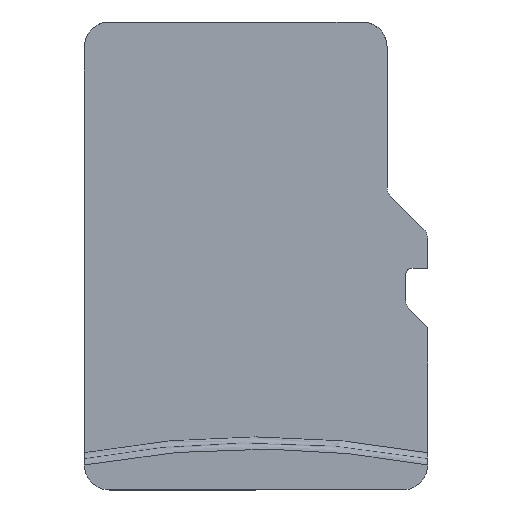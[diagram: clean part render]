
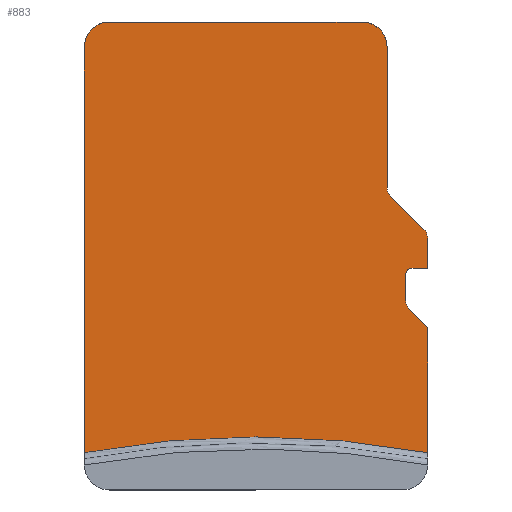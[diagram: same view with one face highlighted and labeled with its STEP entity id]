
A CAD part, top view. The second image highlights one B-rep face of the part: STEP entity #883.
In plain terms, the highlighted planar face has unit normal (0, 0, 1).
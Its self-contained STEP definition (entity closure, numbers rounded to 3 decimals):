
#179=CARTESIAN_POINT('',(11.0,5.2,0.7));
#180=VERTEX_POINT('',#179);
#187=CARTESIAN_POINT('',(11.0,1.195,0.7));
#188=VERTEX_POINT('',#187);
#189=CARTESIAN_POINT('',(11.0,5.2,0.7));
#190=DIRECTION('',(0.0,-1.0,0.0));
#191=VECTOR('',#190,4.005);
#192=LINE('',#189,#191);
#193=EDGE_CURVE('',#180,#188,#192,.T.);
#260=CARTESIAN_POINT('',(0.0,1.195,0.7));
#261=VERTEX_POINT('',#260);
#262=CARTESIAN_POINT('',(5.5,-28.5,0.7));
#263=DIRECTION('',(0.0,0.0,1.0));
#264=DIRECTION('',(0.0,1.0,0.0));
#265=AXIS2_PLACEMENT_3D('',#262,#263,#264);
#266=CIRCLE('',#265,30.2);
#267=EDGE_CURVE('',#188,#261,#266,.T.);
#342=CARTESIAN_POINT('',(0.0,14.2,0.7));
#343=VERTEX_POINT('',#342);
#350=CARTESIAN_POINT('',(0.8,15.0,0.7));
#351=VERTEX_POINT('',#350);
#352=CARTESIAN_POINT('',(0.8,14.2,0.7));
#353=DIRECTION('',(0.0,0.0,-1.));
#354=DIRECTION('',(-0.707,0.707,0.0));
#355=AXIS2_PLACEMENT_3D('',#352,#353,#354);
#356=CIRCLE('',#355,0.8);
#357=EDGE_CURVE('',#343,#351,#356,.T.);
#508=CARTESIAN_POINT('',(10.5,7.1,0.7));
#509=VERTEX_POINT('',#508);
#516=CARTESIAN_POINT('',(10.3,6.9,0.7));
#517=VERTEX_POINT('',#516);
#518=CARTESIAN_POINT('',(10.5,6.9,0.7));
#519=DIRECTION('',(0.0,0.0,1.));
#520=DIRECTION('',(-0.707,0.707,0.0));
#521=AXIS2_PLACEMENT_3D('',#518,#519,#520);
#522=CIRCLE('',#521,0.2);
#523=EDGE_CURVE('',#509,#517,#522,.T.);
#541=CARTESIAN_POINT('',(11.,7.1,0.7));
#542=VERTEX_POINT('',#541);
#549=CARTESIAN_POINT('',(11.,7.1,0.7));
#550=DIRECTION('',(-1.0,0.0,0.0));
#551=VECTOR('',#550,0.5);
#552=LINE('',#549,#551);
#553=EDGE_CURVE('',#542,#509,#552,.T.);
#564=CARTESIAN_POINT('',(10.3,6.066,0.7));
#565=VERTEX_POINT('',#564);
#572=CARTESIAN_POINT('',(10.417,5.783,0.7));
#573=VERTEX_POINT('',#572);
#574=CARTESIAN_POINT('',(10.7,6.066,0.7));
#575=DIRECTION('',(0.0,0.0,1.0));
#576=DIRECTION('',(-0.924,-0.383,0.0));
#577=AXIS2_PLACEMENT_3D('',#574,#575,#576);
#578=CIRCLE('',#577,0.4);
#579=EDGE_CURVE('',#565,#573,#578,.T.);
#596=CARTESIAN_POINT('',(10.3,6.9,0.7));
#597=DIRECTION('',(0.0,-1.0,0.0));
#598=VECTOR('',#597,0.834);
#599=LINE('',#596,#598);
#600=EDGE_CURVE('',#517,#565,#599,.T.);
#612=CARTESIAN_POINT('',(10.883,8.349,0.7));
#613=VERTEX_POINT('',#612);
#614=CARTESIAN_POINT('',(11.,8.066,0.7));
#615=VERTEX_POINT('',#614);
#616=CARTESIAN_POINT('',(10.6,8.066,0.7));
#617=DIRECTION('',(0.0,0.0,-1.));
#618=DIRECTION('',(0.924,0.383,0.0));
#619=AXIS2_PLACEMENT_3D('',#616,#617,#618);
#620=CIRCLE('',#619,0.4);
#621=EDGE_CURVE('',#613,#615,#620,.T.);
#646=CARTESIAN_POINT('',(9.817,9.414,0.7));
#647=VERTEX_POINT('',#646);
#654=CARTESIAN_POINT('',(9.817,9.414,0.7));
#655=DIRECTION('',(0.707,-0.707,0.0));
#656=VECTOR('',#655,1.507);
#657=LINE('',#654,#656);
#658=EDGE_CURVE('',#647,#613,#657,.T.);
#669=CARTESIAN_POINT('',(9.7,9.697,0.7));
#670=VERTEX_POINT('',#669);
#677=CARTESIAN_POINT('',(10.1,9.697,0.7));
#678=DIRECTION('',(0.0,0.0,1.));
#679=DIRECTION('',(-0.924,-0.383,0.0));
#680=AXIS2_PLACEMENT_3D('',#677,#678,#679);
#681=CIRCLE('',#680,0.4);
#682=EDGE_CURVE('',#670,#647,#681,.T.);
#695=CARTESIAN_POINT('',(9.7,14.2,0.7));
#696=VERTEX_POINT('',#695);
#703=CARTESIAN_POINT('',(9.7,14.2,0.7));
#704=DIRECTION('',(0.0,-1.0,0.0));
#705=VECTOR('',#704,4.503);
#706=LINE('',#703,#705);
#707=EDGE_CURVE('',#696,#670,#706,.T.);
#758=CARTESIAN_POINT('',(0.0,1.195,0.7));
#759=DIRECTION('',(0.0,1.0,0.0));
#760=VECTOR('',#759,13.005);
#761=LINE('',#758,#760);
#762=EDGE_CURVE('',#261,#343,#761,.T.);
#777=CARTESIAN_POINT('',(8.9,15.0,0.7));
#778=VERTEX_POINT('',#777);
#785=CARTESIAN_POINT('',(8.9,14.2,0.7));
#786=DIRECTION('',(0.0,0.0,-1.));
#787=DIRECTION('',(0.707,0.707,0.0));
#788=AXIS2_PLACEMENT_3D('',#785,#786,#787);
#789=CIRCLE('',#788,0.8);
#790=EDGE_CURVE('',#778,#696,#789,.T.);
#804=CARTESIAN_POINT('',(0.8,15.0,0.7));
#805=DIRECTION('',(1.0,0.0,0.0));
#806=VECTOR('',#805,8.1);
#807=LINE('',#804,#806);
#808=EDGE_CURVE('',#351,#778,#807,.T.);
#820=CARTESIAN_POINT('',(11.,8.066,0.7));
#821=DIRECTION('',(0.0,-1.0,0.0));
#822=VECTOR('',#821,0.966);
#823=LINE('',#820,#822);
#824=EDGE_CURVE('',#615,#542,#823,.T.);
#837=CARTESIAN_POINT('',(10.417,5.783,0.7));
#838=DIRECTION('',(0.707,-0.707,0.0));
#839=VECTOR('',#838,0.824);
#840=LINE('',#837,#839);
#841=EDGE_CURVE('',#573,#180,#840,.T.);
#860=CARTESIAN_POINT('',(5.354,7.311,0.7));
#861=DIRECTION('',(0.0,0.0,1.0));
#862=DIRECTION('',(1.0,0.0,0.0));
#863=AXIS2_PLACEMENT_3D('',#860,#861,#862);
#864=PLANE('',#863);
#865=ORIENTED_EDGE('',*,*,#267,.F.);
#866=ORIENTED_EDGE('',*,*,#193,.F.);
#867=ORIENTED_EDGE('',*,*,#841,.F.);
#868=ORIENTED_EDGE('',*,*,#579,.F.);
#869=ORIENTED_EDGE('',*,*,#600,.F.);
#870=ORIENTED_EDGE('',*,*,#523,.F.);
#871=ORIENTED_EDGE('',*,*,#553,.F.);
#872=ORIENTED_EDGE('',*,*,#824,.F.);
#873=ORIENTED_EDGE('',*,*,#621,.F.);
#874=ORIENTED_EDGE('',*,*,#658,.F.);
#875=ORIENTED_EDGE('',*,*,#682,.F.);
#876=ORIENTED_EDGE('',*,*,#707,.F.);
#877=ORIENTED_EDGE('',*,*,#790,.F.);
#878=ORIENTED_EDGE('',*,*,#808,.F.);
#879=ORIENTED_EDGE('',*,*,#357,.F.);
#880=ORIENTED_EDGE('',*,*,#762,.F.);
#881=EDGE_LOOP('',(#865,#866,#867,#868,#869,#870,#871,#872,#873,#874,#875,#876,#877,#878,#879,#880));
#882=FACE_OUTER_BOUND('',#881,.T.);
#883=ADVANCED_FACE('',(#882),#864,.T.);
